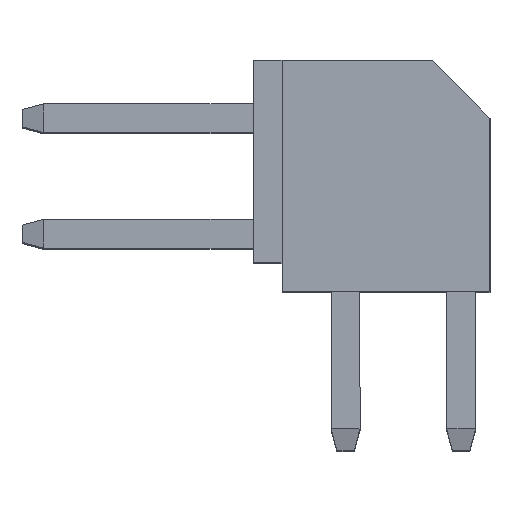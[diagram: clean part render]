
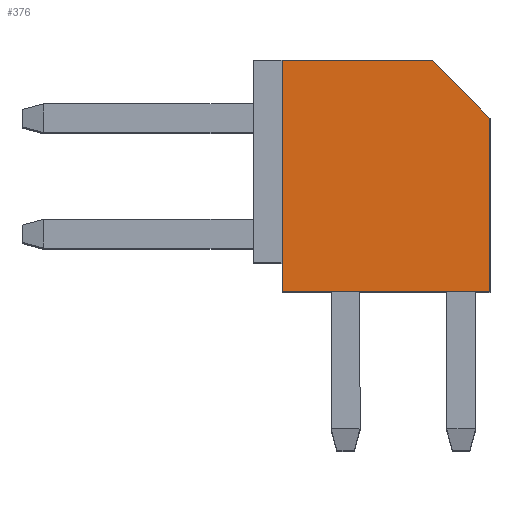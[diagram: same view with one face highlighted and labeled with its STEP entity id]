
A CAD part, top view. The second image highlights one B-rep face of the part: STEP entity #376.
In plain terms, the highlighted planar face has unit normal (0, 0, 1).
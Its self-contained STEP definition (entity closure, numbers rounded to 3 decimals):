
#80 = DIRECTION ( 'NONE',  ( 0., -1., 0. ) ) ;
#154 = LINE ( 'NONE', #1096, #1528 ) ;
#257 = EDGE_CURVE ( 'NONE', #3212, #2546, #1962, .T. ) ;
#376 = ADVANCED_FACE ( 'NONE', ( #1257 ), #4019, .F. ) ;
#553 = VECTOR ( 'NONE', #9935, 1000. ) ;
#1096 = CARTESIAN_POINT ( 'NONE',  ( -2.05, 2., 10. ) ) ;
#1257 = FACE_OUTER_BOUND ( 'NONE', #5685, .T. ) ;
#1528 = VECTOR ( 'NONE', #7296, 1000. ) ;
#1962 = LINE ( 'NONE', #5552, #553 ) ;
#2144 = DIRECTION ( 'NONE',  ( -1., 0., 0. ) ) ;
#2518 = CARTESIAN_POINT ( 'NONE',  ( 2.05, 1., 10. ) ) ;
#2546 = VERTEX_POINT ( 'NONE', #2518 ) ;
#2620 = EDGE_CURVE ( 'NONE', #7474, #8603, #154, .T. ) ;
#3212 = VERTEX_POINT ( 'NONE', #9637 ) ;
#3511 = ORIENTED_EDGE ( 'NONE', *, *, #7209, .T. ) ;
#4019 = PLANE ( 'NONE',  #5456 ) ;
#5244 = CARTESIAN_POINT ( 'NONE',  ( 1.05, 2., 10. ) ) ;
#5318 = ORIENTED_EDGE ( 'NONE', *, *, #8026, .T. ) ;
#5392 = VECTOR ( 'NONE', #80, 1000. ) ;
#5456 = AXIS2_PLACEMENT_3D ( 'NONE', #6798, #10455, #2144 ) ;
#5552 = CARTESIAN_POINT ( 'NONE',  ( 2.05, -2., 10. ) ) ;
#5643 = CARTESIAN_POINT ( 'NONE',  ( -1.55, -2., 10. ) ) ;
#5685 = EDGE_LOOP ( 'NONE', ( #8902, #3511, #5318, #11122, #9200 ) ) ;
#5940 = DIRECTION ( 'NONE',  ( 1., 0., 0. ) ) ;
#6501 = VERTEX_POINT ( 'NONE', #5643 ) ;
#6798 = CARTESIAN_POINT ( 'NONE',  ( 0., 0., 10. ) ) ;
#6892 = LINE ( 'NONE', #9553, #7299 ) ;
#7079 = DIRECTION ( 'NONE',  ( -0.707, 0.707, 0. ) ) ;
#7209 = EDGE_CURVE ( 'NONE', #8603, #6501, #7337, .T. ) ;
#7296 = DIRECTION ( 'NONE',  ( -1., 0., 0. ) ) ;
#7299 = VECTOR ( 'NONE', #5940, 1000. ) ;
#7337 = LINE ( 'NONE', #8287, #5392 ) ;
#7474 = VERTEX_POINT ( 'NONE', #10627 ) ;
#7777 = CARTESIAN_POINT ( 'NONE',  ( -1.55, 2., 10. ) ) ;
#8026 = EDGE_CURVE ( 'NONE', #6501, #3212, #6892, .T. ) ;
#8287 = CARTESIAN_POINT ( 'NONE',  ( -1.55, 0., 10. ) ) ;
#8603 = VERTEX_POINT ( 'NONE', #7777 ) ;
#8902 = ORIENTED_EDGE ( 'NONE', *, *, #2620, .T. ) ;
#9025 = LINE ( 'NONE', #5244, #9744 ) ;
#9200 = ORIENTED_EDGE ( 'NONE', *, *, #9341, .T. ) ;
#9341 = EDGE_CURVE ( 'NONE', #2546, #7474, #9025, .T. ) ;
#9553 = CARTESIAN_POINT ( 'NONE',  ( -2.05, -2., 10. ) ) ;
#9637 = CARTESIAN_POINT ( 'NONE',  ( 2.05, -2., 10. ) ) ;
#9744 = VECTOR ( 'NONE', #7079, 1000. ) ;
#9935 = DIRECTION ( 'NONE',  ( 0., 1., 0. ) ) ;
#10455 = DIRECTION ( 'NONE',  ( 0., 0., -1. ) ) ;
#10627 = CARTESIAN_POINT ( 'NONE',  ( 1.05, 2., 10. ) ) ;
#11122 = ORIENTED_EDGE ( 'NONE', *, *, #257, .T. ) ;
